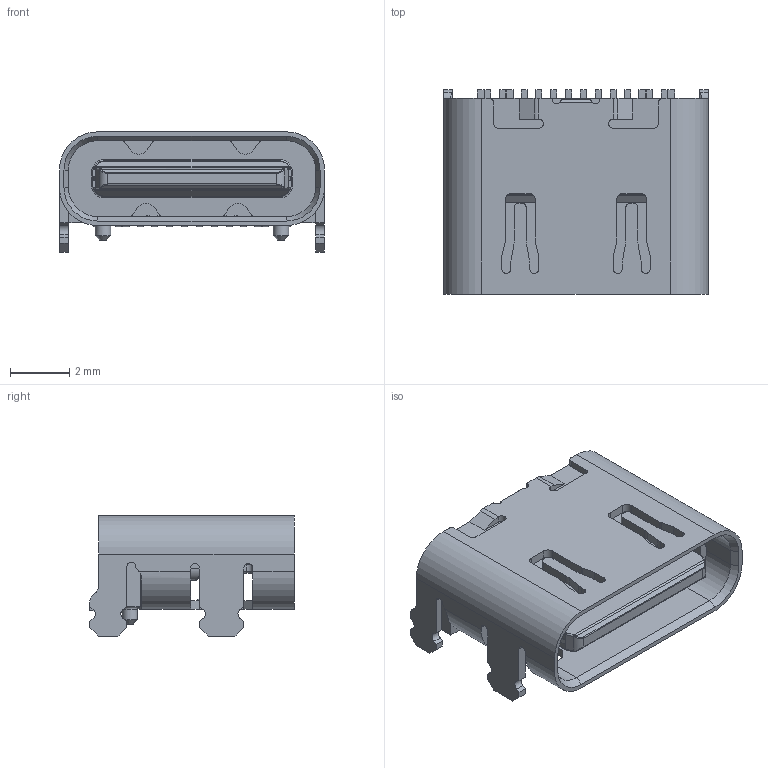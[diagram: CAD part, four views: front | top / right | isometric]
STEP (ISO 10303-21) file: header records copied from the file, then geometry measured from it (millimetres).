
FILE_DESCRIPTION(/* description */ ('STEP AP203'),/* implementation_level */ '2;1');
FILE_NAME(/* name */ 'usb_typeC_color.stp',/* time_stamp */ '2020-07-24T13:14:48+02:00',/* author */ ('franc'),/* organization */ (''),/* preprocessor_version */ 'ST-DEVELOPER v18',/* originating_system */ 'Autodesk Inventor 2020',/* authorisation */ '');
FILE_SCHEMA (('AUTOMOTIVE_DESIGN { 1 0 10303 214 3 1 1 }'));
Length unit declared in the file: millimetre
Products named in the file (1): usb_typeC
Bounding box: 8.94 x 6.9 x 4.06 mm (x, y, z)
Volume: 101.3 mm3; surface area: 373.2 mm2
Topology: 1 solids, 1 shells, 559 faces, 1559 edges, 998 vertices
Faces by surface type: plane 331, cylinder 156, bspline 32, torus 24, cone 8, sphere 8
Full cylindrical faces by diameter (mm): 0.52 x2
Entity records: 18905 total; most frequent: CARTESIAN_POINT 3889, ORIENTED_EDGE 3110, DIRECTION 2993, EDGE_CURVE 1555, LINE 1101, VECTOR 1101, VERTEX_POINT 998, AXIS2_PLACEMENT_3D 946
